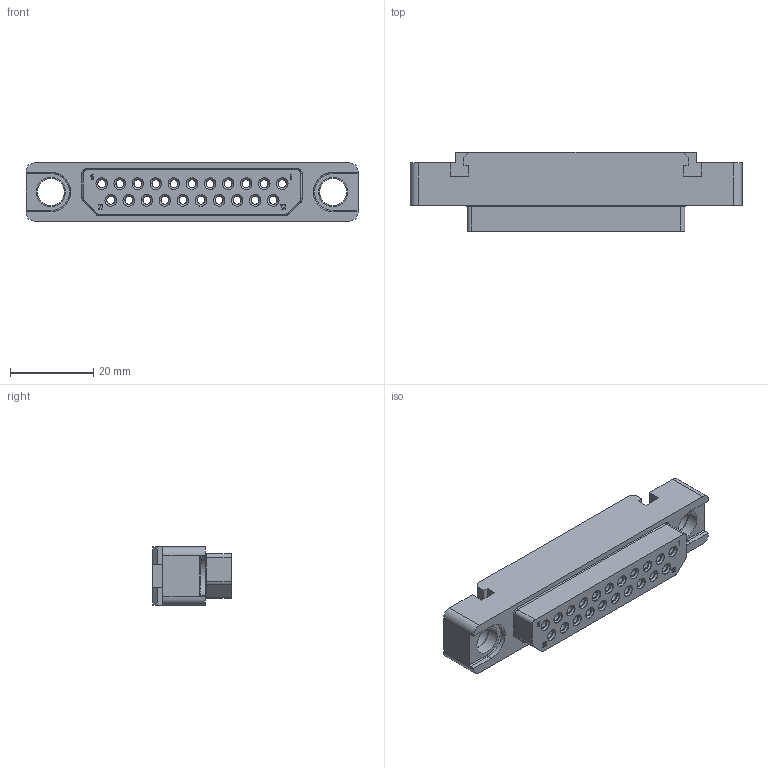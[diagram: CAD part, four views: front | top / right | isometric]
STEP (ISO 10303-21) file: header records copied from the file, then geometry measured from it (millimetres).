
FILE_DESCRIPTION((''),'2;1');
FILE_NAME('1900ND04S2X00C','2020-08-05T',('presta_be4'),(''),'CREO PARAMETRIC BY PTC INC, 2018360','CREO PARAMETRIC BY PTC INC, 2018360','');
FILE_SCHEMA(('CONFIG_CONTROL_DESIGN'));
Products named in the file (1): 1900ND04S2X00C
Bounding box: 80 x 19.07 x 14 mm (x, y, z)
Volume: 11936.8 mm3; surface area: 12137.7 mm2
Topology: 8 solids, 8 shells, 1679 faces, 4363 edges, 2818 vertices
Faces by surface type: plane 779, cylinder 552, cone 256, bspline 84, torus 8
Entity records: 56930 total; most frequent: CARTESIAN_POINT 15412, ORIENTED_EDGE 8726, DIRECTION 8606, EDGE_CURVE 4363, AXIS2_PLACEMENT_3D 3152, VERTEX_POINT 2818, VECTOR 2302, LINE 2302
